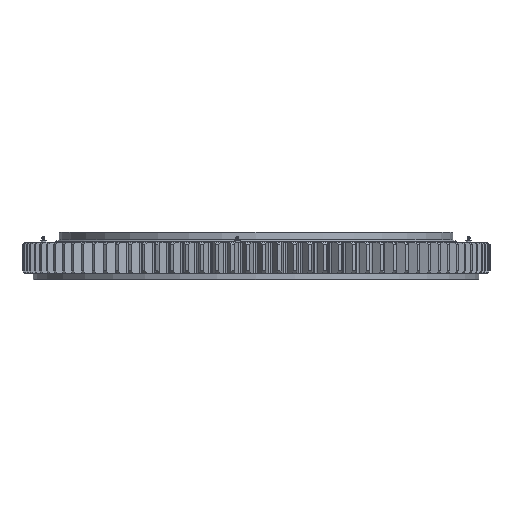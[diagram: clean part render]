
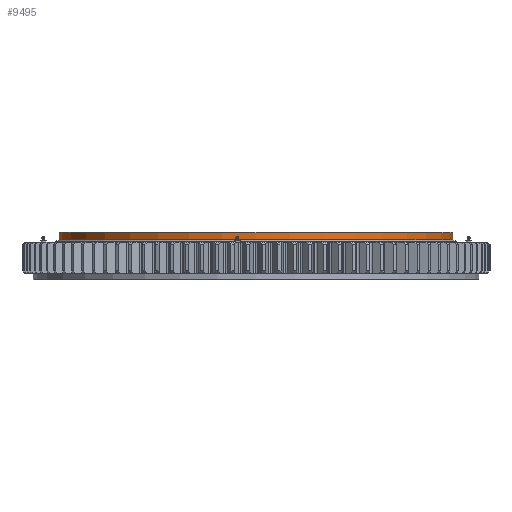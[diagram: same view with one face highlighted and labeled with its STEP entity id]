
A CAD part, front view. The second image highlights one B-rep face of the part: STEP entity #9495.
In plain terms, the highlighted cylindrical face has radius 411.5 mm (diameter 823 mm), a partial arc.
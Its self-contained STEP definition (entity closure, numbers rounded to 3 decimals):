
#403 = DIRECTION ( 'NONE',  ( -1., 0., 0. ) ) ;
#1187 = VERTEX_POINT ( 'NONE', #9288 ) ;
#1470 = DIRECTION ( 'NONE',  ( 1., 0., 0. ) ) ;
#2378 = DIRECTION ( 'NONE',  ( 0., 0., 1. ) ) ;
#8315 = LINE ( 'NONE', #21344, #17766 ) ;
#9288 = CARTESIAN_POINT ( 'NONE',  ( 411.5, 0., 50.5 ) ) ;
#9495 = ADVANCED_FACE ( 'NONE', ( #16243 ), #32149, .T. ) ;
#9968 = AXIS2_PLACEMENT_3D ( 'NONE', #38545, #19504, #403 ) ;
#10390 = VERTEX_POINT ( 'NONE', #26118 ) ;
#11828 = CARTESIAN_POINT ( 'NONE',  ( -411.5, 0., 0. ) ) ;
#14622 = VERTEX_POINT ( 'NONE', #38470 ) ;
#16243 = FACE_OUTER_BOUND ( 'NONE', #21743, .T. ) ;
#17766 = VECTOR ( 'NONE', #37149, 1000. ) ;
#18169 = ORIENTED_EDGE ( 'NONE', *, *, #23873, .F. ) ;
#18974 = EDGE_CURVE ( 'NONE', #10390, #14622, #40734, .T. ) ;
#19504 = DIRECTION ( 'NONE',  ( 0., 0., -1. ) ) ;
#20578 = CARTESIAN_POINT ( 'NONE',  ( 0., 0., 0. ) ) ;
#20606 = EDGE_CURVE ( 'NONE', #14622, #1187, #8315, .T. ) ;
#21344 = CARTESIAN_POINT ( 'NONE',  ( 411.5, 0., 0. ) ) ;
#21499 = CARTESIAN_POINT ( 'NONE',  ( 0., 0., 36. ) ) ;
#21743 = EDGE_LOOP ( 'NONE', ( #18169, #39031, #41042, #31938 ) ) ;
#23242 = AXIS2_PLACEMENT_3D ( 'NONE', #20578, #39613, #1470 ) ;
#23873 = EDGE_CURVE ( 'NONE', #10390, #28484, #34772, .T. ) ;
#24606 = DIRECTION ( 'NONE',  ( 0., 0., 1. ) ) ;
#24661 = DIRECTION ( 'NONE',  ( 1., 0., 0. ) ) ;
#26118 = CARTESIAN_POINT ( 'NONE',  ( -411.5, 0., 36. ) ) ;
#28484 = VERTEX_POINT ( 'NONE', #30451 ) ;
#29405 = EDGE_CURVE ( 'NONE', #1187, #28484, #35959, .T. ) ;
#30451 = CARTESIAN_POINT ( 'NONE',  ( -411.5, 0., 50.5 ) ) ;
#31938 = ORIENTED_EDGE ( 'NONE', *, *, #29405, .T. ) ;
#32084 = AXIS2_PLACEMENT_3D ( 'NONE', #21499, #2378, #24661 ) ;
#32149 = CYLINDRICAL_SURFACE ( 'NONE', #23242, 411.5 ) ;
#33760 = VECTOR ( 'NONE', #24606, 1000. ) ;
#34772 = LINE ( 'NONE', #11828, #33760 ) ;
#35959 = CIRCLE ( 'NONE', #9968, 411.5 ) ;
#37149 = DIRECTION ( 'NONE',  ( 0., 0., 1. ) ) ;
#38470 = CARTESIAN_POINT ( 'NONE',  ( 411.5, 0., 36. ) ) ;
#38545 = CARTESIAN_POINT ( 'NONE',  ( 0., 0., 50.5 ) ) ;
#39031 = ORIENTED_EDGE ( 'NONE', *, *, #18974, .T. ) ;
#39613 = DIRECTION ( 'NONE',  ( 0., 0., 1. ) ) ;
#40734 = CIRCLE ( 'NONE', #32084, 411.5 ) ;
#41042 = ORIENTED_EDGE ( 'NONE', *, *, #20606, .T. ) ;
